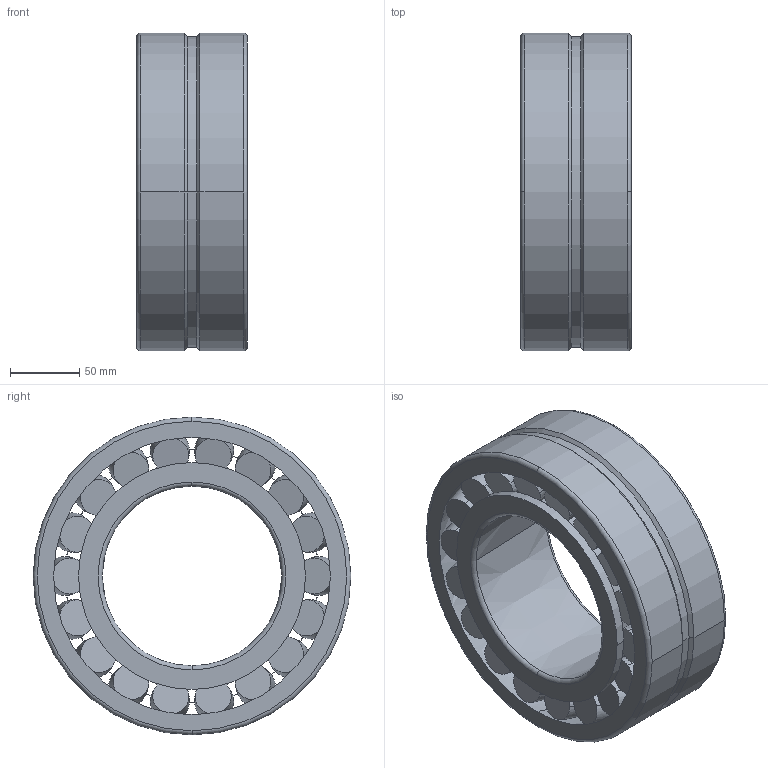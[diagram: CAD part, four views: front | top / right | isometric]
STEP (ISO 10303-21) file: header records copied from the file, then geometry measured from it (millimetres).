
FILE_DESCRIPTION(('STEP AP242'),'1');
FILE_NAME('snr_23226emkw33c3_2.stp','2024-11-11T09:33:54',('TraceParts'),('TraceParts S.A.'),'Spatial InterOp 3D',' ',' ');
FILE_SCHEMA(('AP242_MANAGED_MODEL_BASED_3D_ENGINEERING_MIM_LF {1 0 10303 442 1 1 4}'));
Length unit declared in the file: millimetre
Products named in the file (1): snr_23226emkw33c3_2_1
Bounding box: 80 x 230 x 230 mm (x, y, z)
Volume: 1636902.5 mm3; surface area: 359767.3 mm2
Topology: 4 solids, 4 shells, 266 faces, 706 edges, 511 vertices
Faces by surface type: torus 164, plane 76, cylinder 14, cone 10, sphere 2
Entity records: 12918 total; most frequent: CARTESIAN_POINT 6114, DIRECTION 1483, ORIENTED_EDGE 1404, AXIS2_PLACEMENT_3D 730, EDGE_CURVE 702, VERTEX_POINT 511, CIRCLE 460, EDGE_LOOP 343
